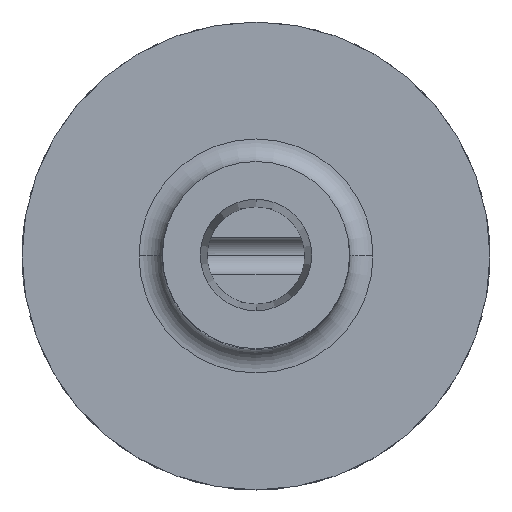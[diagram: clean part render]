
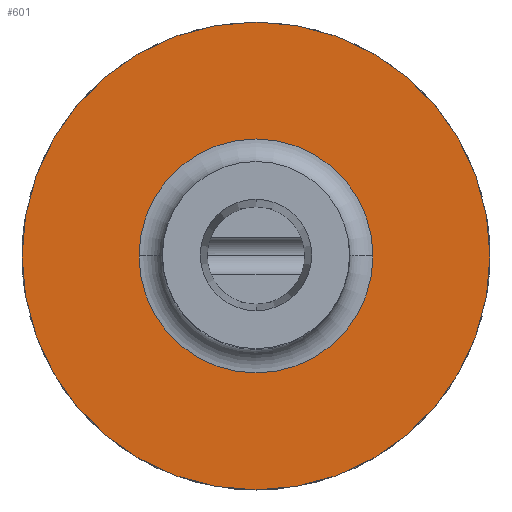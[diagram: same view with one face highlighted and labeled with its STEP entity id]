
A CAD part, top view. The second image highlights one B-rep face of the part: STEP entity #601.
In plain terms, the highlighted planar face has unit normal (0, 0, 1).
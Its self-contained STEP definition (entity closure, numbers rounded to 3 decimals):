
#33 = DIRECTION ( 'NONE',  ( -1., 0., 0. ) ) ;
#121 = DIRECTION ( 'NONE',  ( 0., 0., -1. ) ) ;
#154 = CARTESIAN_POINT ( 'NONE',  ( -50., 0., 38. ) ) ;
#242 = VERTEX_POINT ( 'NONE', #483 ) ;
#250 = DIRECTION ( 'NONE',  ( 0., 0., -1. ) ) ;
#286 = DIRECTION ( 'NONE',  ( -1., 0., 0. ) ) ;
#363 = DIRECTION ( 'NONE',  ( 0., 0., -1. ) ) ;
#453 = PLANE ( 'NONE',  #1169 ) ;
#477 = AXIS2_PLACEMENT_3D ( 'NONE', #1670, #1859, #2179 ) ;
#483 = CARTESIAN_POINT ( 'NONE',  ( 25., 0., 38. ) ) ;
#555 = CARTESIAN_POINT ( 'NONE',  ( 0., 0., 38. ) ) ;
#601 = ADVANCED_FACE ( 'NONE', ( #651, #1731 ), #453, .F. ) ;
#641 = CIRCLE ( 'NONE', #1464, 50. ) ;
#651 = FACE_BOUND ( 'NONE', #929, .T. ) ;
#751 = CIRCLE ( 'NONE', #477, 50. ) ;
#760 = CARTESIAN_POINT ( 'NONE',  ( 50., 0., 38. ) ) ;
#778 = ORIENTED_EDGE ( 'NONE', *, *, #966, .T. ) ;
#780 = CARTESIAN_POINT ( 'NONE',  ( 0., 0., 38. ) ) ;
#874 = ORIENTED_EDGE ( 'NONE', *, *, #2153, .F. ) ;
#929 = EDGE_LOOP ( 'NONE', ( #1430, #778 ) ) ;
#966 = EDGE_CURVE ( 'NONE', #242, #1429, #1743, .T. ) ;
#973 = DIRECTION ( 'NONE',  ( -1., 0., 0. ) ) ;
#1073 = DIRECTION ( 'NONE',  ( 0., 0., -1. ) ) ;
#1169 = AXIS2_PLACEMENT_3D ( 'NONE', #2132, #250, #973 ) ;
#1212 = AXIS2_PLACEMENT_3D ( 'NONE', #1579, #1073, #33 ) ;
#1282 = VERTEX_POINT ( 'NONE', #760 ) ;
#1326 = CIRCLE ( 'NONE', #1212, 25. ) ;
#1429 = VERTEX_POINT ( 'NONE', #1448 ) ;
#1430 = ORIENTED_EDGE ( 'NONE', *, *, #1672, .T. ) ;
#1444 = EDGE_CURVE ( 'NONE', #1282, #1509, #641, .T. ) ;
#1448 = CARTESIAN_POINT ( 'NONE',  ( -25., 0., 38. ) ) ;
#1464 = AXIS2_PLACEMENT_3D ( 'NONE', #780, #121, #286 ) ;
#1509 = VERTEX_POINT ( 'NONE', #154 ) ;
#1579 = CARTESIAN_POINT ( 'NONE',  ( 0., 0., 38. ) ) ;
#1670 = CARTESIAN_POINT ( 'NONE',  ( 0., 0., 38. ) ) ;
#1672 = EDGE_CURVE ( 'NONE', #1429, #242, #1326, .T. ) ;
#1731 = FACE_OUTER_BOUND ( 'NONE', #2185, .T. ) ;
#1734 = DIRECTION ( 'NONE',  ( -1., 0., 0. ) ) ;
#1743 = CIRCLE ( 'NONE', #2068, 25. ) ;
#1859 = DIRECTION ( 'NONE',  ( 0., 0., -1. ) ) ;
#2068 = AXIS2_PLACEMENT_3D ( 'NONE', #555, #363, #1734 ) ;
#2089 = ORIENTED_EDGE ( 'NONE', *, *, #1444, .F. ) ;
#2132 = CARTESIAN_POINT ( 'NONE',  ( 0., 0., 38. ) ) ;
#2153 = EDGE_CURVE ( 'NONE', #1509, #1282, #751, .T. ) ;
#2179 = DIRECTION ( 'NONE',  ( -1., 0., 0. ) ) ;
#2185 = EDGE_LOOP ( 'NONE', ( #874, #2089 ) ) ;
